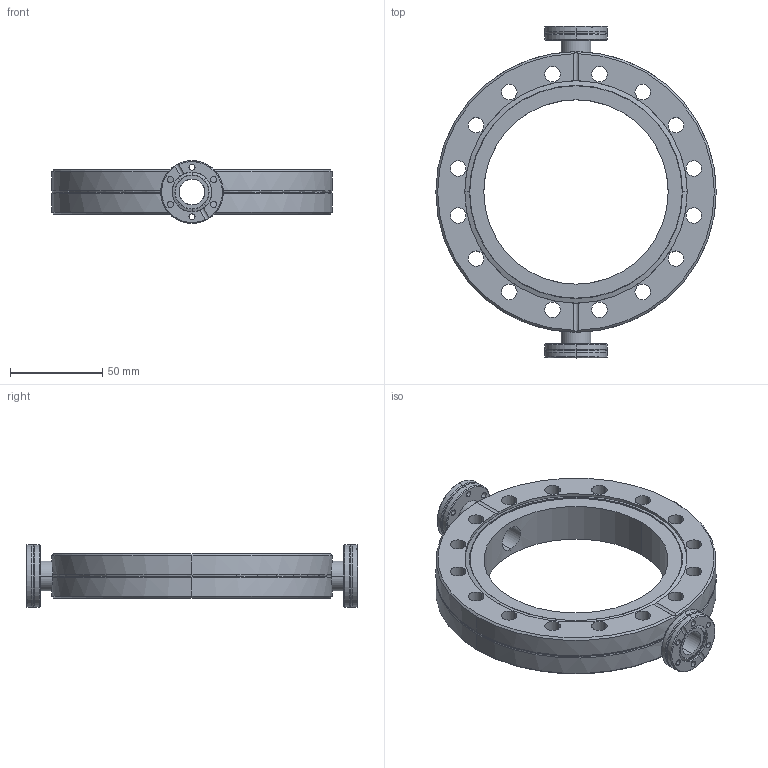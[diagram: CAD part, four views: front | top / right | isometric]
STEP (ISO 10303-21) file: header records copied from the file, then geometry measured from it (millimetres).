
FILE_DESCRIPTION (( 'STEP AP214' ), '1' );
FILE_NAME ('420FDP100-2-16.stp', '2017-05-31T07:03:30', ( '' ), ( '' ), 'SwSTEP 2.0', 'SolidWorks 2015', '' );
FILE_SCHEMA (( 'AUTOMOTIVE_DESIGN' ));
Length unit declared in the file: millimetre
Products named in the file (1): 420FDP100-2-16
Bounding box: 152 x 180 x 34 mm (x, y, z)
Volume: 219540.8 mm3; surface area: 62949.2 mm2
Topology: 1 solids, 1 shells, 169 faces, 431 edges, 271 vertices
Faces by surface type: cylinder 100, cone 30, torus 22, plane 17
Entity records: 7691 total; most frequent: CARTESIAN_POINT 1434, DIRECTION 990, ORIENTED_EDGE 862, EDGE_CURVE 431, AXIS2_PLACEMENT_3D 429, VERTEX_POINT 271, CIRCLE 259, EDGE_LOOP 238
